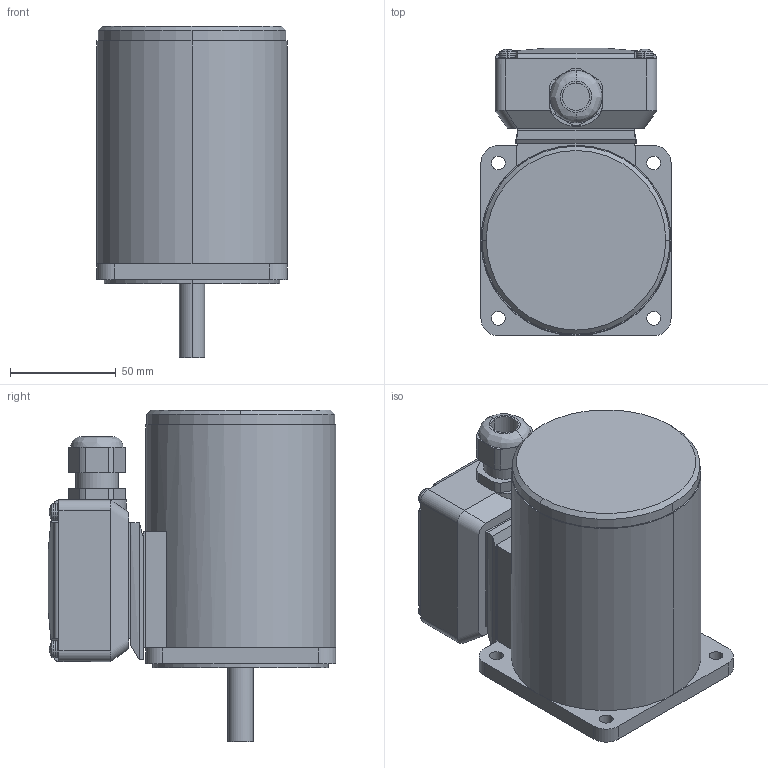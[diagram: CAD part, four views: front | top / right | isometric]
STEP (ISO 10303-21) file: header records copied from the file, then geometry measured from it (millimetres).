
FILE_DESCRIPTION (( 'STEP AP203' ), '1' );
FILE_NAME ('A1317.STEP', '2014-05-27T07:18:01', ( 'om' ), ( 'Hewlett-Packard Company' ), 'SwSTEP 2.0', 'SolidWorks 2011', '' );
FILE_SCHEMA (( 'CONFIG_CONTROL_DESIGN' ));
Length unit declared in the file: millimetre
Products named in the file (1): A1317
Bounding box: 90 x 136 x 157 mm (x, y, z)
Volume: 1025830 mm3; surface area: 82880.5 mm2
Topology: 2 solids, 2 shells, 215 faces, 543 edges, 354 vertices
Faces by surface type: cylinder 108, plane 81, bspline 24, cone 2
Entity records: 7284 total; most frequent: CARTESIAN_POINT 1918, DIRECTION 1151, ORIENTED_EDGE 1086, EDGE_CURVE 543, AXIS2_PLACEMENT_3D 441, VERTEX_POINT 354, VECTOR 269, LINE 269
